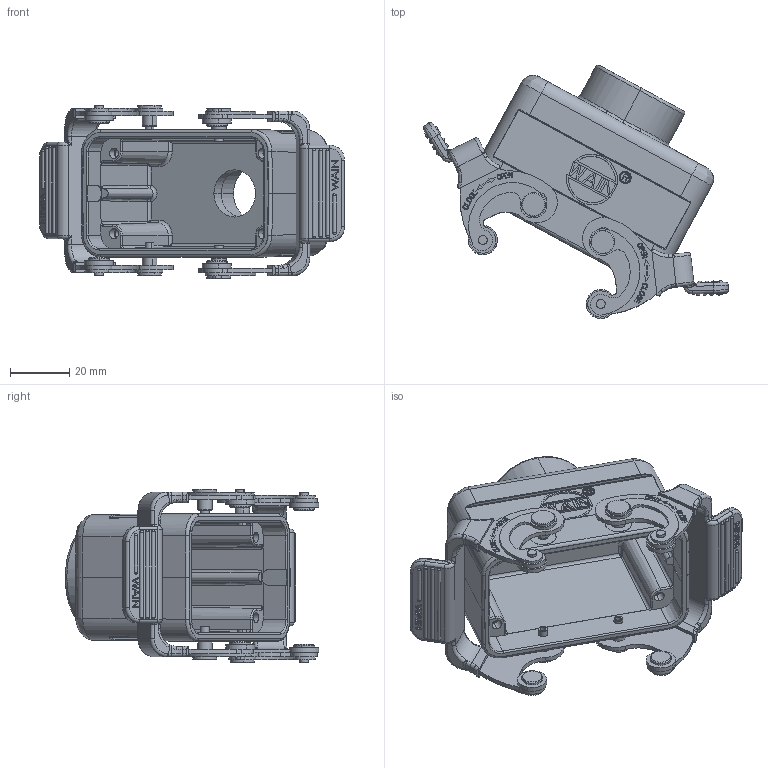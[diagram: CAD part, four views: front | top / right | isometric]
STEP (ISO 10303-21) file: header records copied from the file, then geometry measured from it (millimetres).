
FILE_DESCRIPTION((''),'2;1');
FILE_NAME('3D_1110104411002_H10B-TE-2L-SC-','2020-10-13T',('xk.he'),(''),'CREO PARAMETRIC BY PTC INC, 2016130','CREO PARAMETRIC BY PTC INC, 2016130','');
FILE_SCHEMA(('CONFIG_CONTROL_DESIGN'));
Products named in the file (1): 3D_1110104411002_H10B-TE-2L-SC-
Bounding box: 102.74 x 85.33 x 58.48 mm (x, y, z)
Surface area: 50891.9 mm2 (no closed solid volume)
Topology: 0 solids, 109 shells, 1764 faces, 5083 edges, 3490 vertices
Faces by surface type: plane 868, cylinder 414, extrusion 162, bspline 138, torus 80, cone 66, sphere 36
Entity records: 67230 total; most frequent: CARTESIAN_POINT 22092, ORIENTED_EDGE 9235, DIRECTION 8610, EDGE_CURVE 5069, VERTEX_POINT 3490, VECTOR 3158, LINE 2996, AXIS2_PLACEMENT_3D 2726
